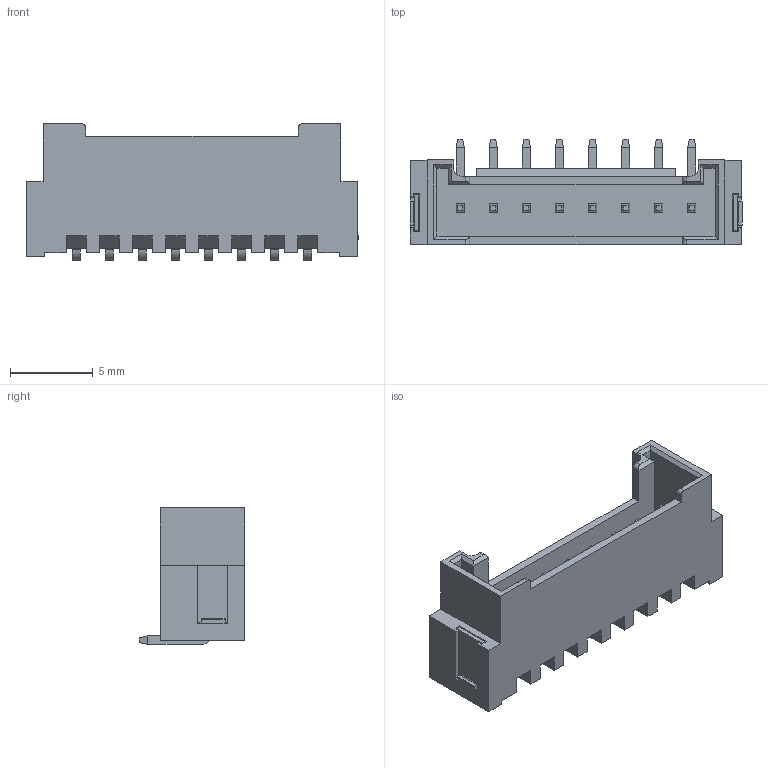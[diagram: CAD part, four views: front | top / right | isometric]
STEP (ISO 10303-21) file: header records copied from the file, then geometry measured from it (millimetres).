
FILE_DESCRIPTION( ('This file contains a STEP AP42 implementation' ,'as created by ZW3D STEP Interface translator.') ,'2;1' );
FILE_NAME( 'WF2005-WMXXE01.stp' ,'23 420.144751', (''), ('ZWCAD Software Co.'), 'Version 1.0', 'ZW3D to STEP translator', '' );
FILE_SCHEMA(('AUTOMOTIVE_DESIGN { 1 0 10303 214 1 1 1 1 }'));
Length unit declared in the file: millimetre
Products named in the file (2): 0; WF2005-WMXXE01
Bounding box: 20.06 x 6.35 x 8.25 mm (x, y, z)
Volume: 325.1 mm3; surface area: 899.3 mm2
Topology: 1 solids, 1 shells, 339 faces, 867 edges, 546 vertices
Faces by surface type: plane 310, cylinder 28, bspline 1
Entity records: 11592 total; most frequent: CARTESIAN_POINT 3778, ORIENTED_EDGE 1734, DIRECTION 1193, EDGE_CURVE 867, VERTEX_POINT 546, VECTOR 467, LINE 467, B_SPLINE_CURVE_WITH_KNOTS 376
